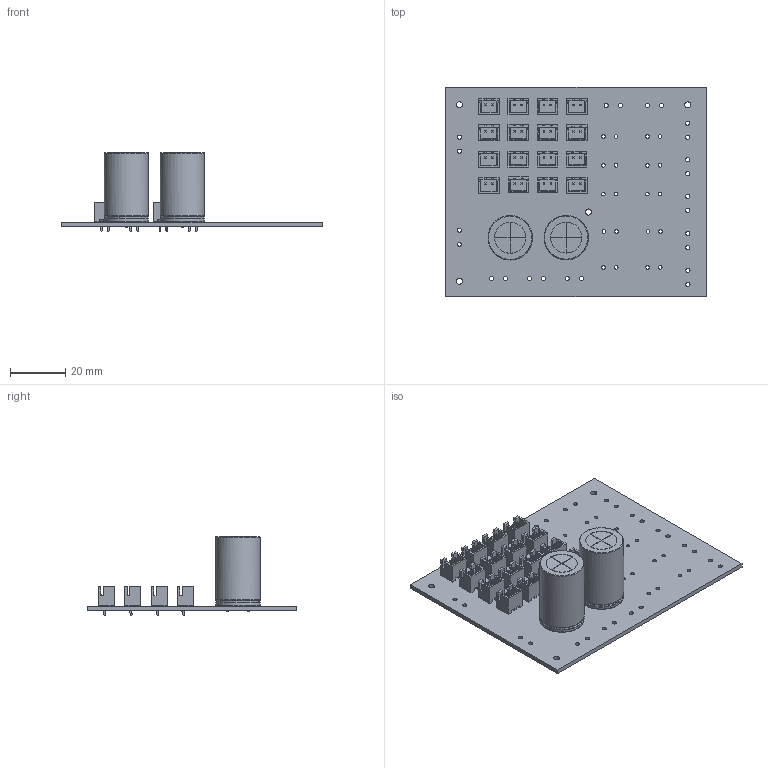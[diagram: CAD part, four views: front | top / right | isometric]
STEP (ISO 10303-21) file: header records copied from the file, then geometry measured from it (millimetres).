
FILE_DESCRIPTION(('KiCad electronic assembly'),'2;1');
FILE_NAME('Carte_Alim_V1_CDR2024.step','2023-12-06T12:24:11',('Pcbnew'), ('Kicad'),'Open CASCADE STEP processor 7.7','KiCad to STEP converter', 'Unknown');
FILE_SCHEMA(('AUTOMOTIVE_DESIGN { 1 0 10303 214 1 1 1 1 }'));
Length unit declared in the file: millimetre
Products named in the file (6): Carte_Alim_V1_CDR2024 1; JST_XH_B2B-XH-A_1x02_P2.50mm_Vertical; SOLID; C_Radial_D16.0mm_H25.0mm_P7.50mm; Carte_Alim_V1_CDR2024 PCB
Assembly tree (21 placements, depth 3):
  Carte_Alim_V1_CDR2024 1
    JST_XH_B2B-XH-A_1x02_P2.50mm_Vertical  x16
      SOLID
    C_Radial_D16.0mm_H25.0mm_P7.50mm  x2
      SOLID
    Carte_Alim_V1_CDR2024 PCB
Bounding box: 94.08 x 75.47 x 28.4 mm (x, y, z)
Volume: 23629.5 mm3; surface area: 25163.9 mm2
Topology: 19 solids, 21 shells, 1578 faces, 4224 edges, 2760 vertices
Faces by surface type: plane 1406, cylinder 162, revolution 4, bspline 4, torus 2
Full cylindrical faces by diameter (mm): 0.8 x4, 1 x36, 1.3 x20, 1.52 x24, 2.2 x4, 11.2 x6, 16 x4
Entity records: 16277 total; most frequent: CARTESIAN_POINT 3624, DIRECTION 2194, LINE 1302, VECTOR 1302, ORIENTED_EDGE 1142, PCURVE 1142, DEFINITIONAL_REPRESENTATION 1142, EDGE_CURVE 571
